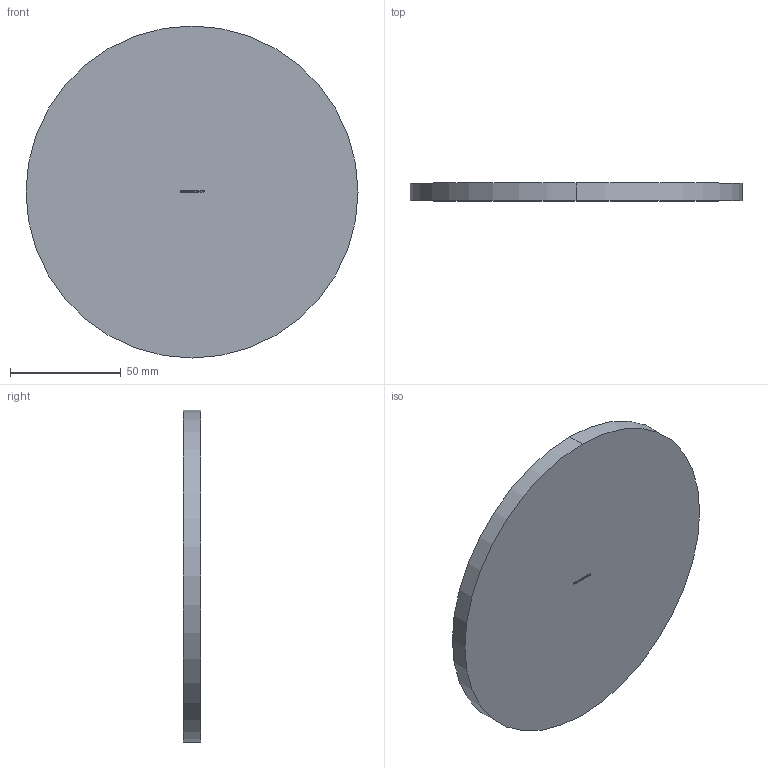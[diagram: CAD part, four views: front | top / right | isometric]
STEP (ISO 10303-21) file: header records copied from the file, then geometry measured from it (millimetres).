
FILE_DESCRIPTION (( 'STEP AP203' ), '1' );
FILE_NAME ('53150-ST-8.step', '2019-04-03T11:40:17', ( '' ), ( '' ), 'SwSTEP 2.0', 'SolidWorks 2015', '' );
FILE_SCHEMA (( 'CONFIG_CONTROL_DESIGN' ));
Length unit declared in the file: millimetre
Products named in the file (1): 53150-ST-8
Bounding box: 150 x 8 x 150 mm (x, y, z)
Volume: 141371.5 mm3; surface area: 39118.5 mm2
Topology: 1 solids, 1 shells, 240 faces, 642 edges, 428 vertices
Faces by surface type: plane 119, bspline 119, cylinder 2
Entity records: 13629 total; most frequent: CARTESIAN_POINT 8366, ORIENTED_EDGE 1284, DIRECTION 652, EDGE_CURVE 642, VERTEX_POINT 428, VECTOR 400, LINE 400, EDGE_LOOP 264
